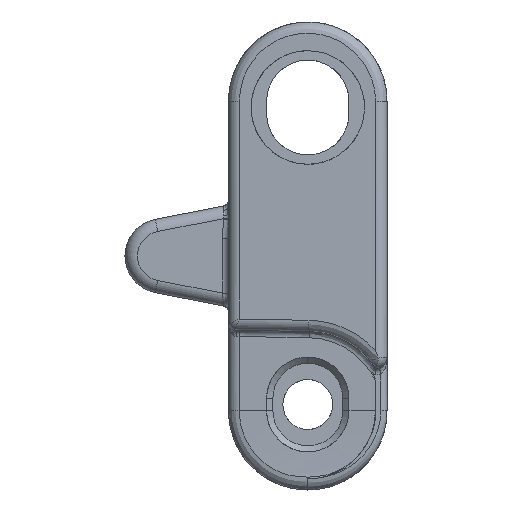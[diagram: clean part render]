
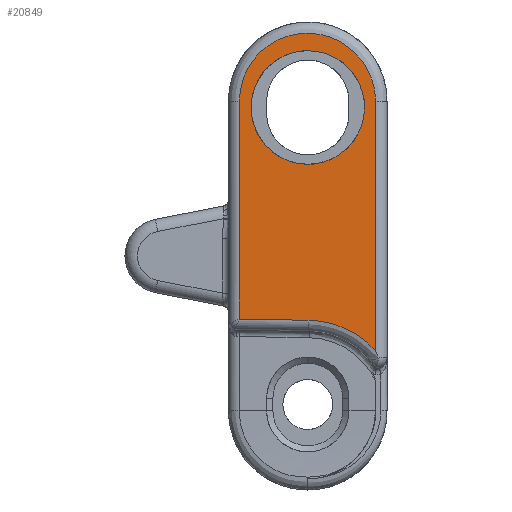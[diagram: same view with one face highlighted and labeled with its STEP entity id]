
A CAD part, left-side view. The second image highlights one B-rep face of the part: STEP entity #20849.
In plain terms, the highlighted planar face has unit normal (-0.999, 0.035, 0).
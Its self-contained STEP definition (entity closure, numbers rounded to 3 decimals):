
#2512 = ORIENTED_EDGE ( 'NONE', *, *, #26549, .F. ) ;
#2567 = EDGE_LOOP ( 'NONE', ( #50615, #2512, #29841, #51668, #38611 ) ) ;
#3070 = CARTESIAN_POINT ( 'NONE',  ( -95.352, -10.385, -6.04 ) ) ;
#3921 = CARTESIAN_POINT ( 'NONE',  ( -95.529, -15.45, 16.45 ) ) ;
#4122 = CARTESIAN_POINT ( 'NONE',  ( -95.02, -0.869, 18.8 ) ) ;
#4377 = CARTESIAN_POINT ( 'NONE',  ( -94.893, 2.75, 16.45 ) ) ;
#4561 = AXIS2_PLACEMENT_3D ( 'NONE', #34574, #76047, #36061 ) ;
#7147 = LINE ( 'NONE', #24500, #28103 ) ;
#8951 = EDGE_LOOP ( 'NONE', ( #32167, #59458 ) ) ;
#9630 = VECTOR ( 'NONE', #14004, 1000. ) ;
#9691 = CARTESIAN_POINT ( 'NONE',  ( -95.211, -6.35, 16.45 ) ) ;
#13338 =( BOUNDED_CURVE ( )  B_SPLINE_CURVE ( 3, ( #26367, #38672, #4377, #27895 ),
 .UNSPECIFIED., .F., .F. ) 
 B_SPLINE_CURVE_WITH_KNOTS ( ( 4, 4 ),
 ( 4.712, 7.854 ),
 .UNSPECIFIED. ) 
 CURVE ( )  GEOMETRIC_REPRESENTATION_ITEM ( )  RATIONAL_B_SPLINE_CURVE ( ( 1., 0.333, 0.333, 1. ) ) 
 REPRESENTATION_ITEM ( '' )  );
#14004 = DIRECTION ( 'NONE',  ( 0., 0., -1. ) ) ;
#14079 = CARTESIAN_POINT ( 'NONE',  ( -95.4, -11.769, 12.4 ) ) ;
#19648 = EDGE_CURVE ( 'NONE', #42253, #48644, #43580, .T. ) ;
#20849 = ADVANCED_FACE ( 'NONE', ( #27287, #56896 ), #50766, .T. ) ;
#20994 = EDGE_CURVE ( 'NONE', #40395, #59099, #49595, .T. ) ;
#22424 = CARTESIAN_POINT ( 'NONE',  ( -95.02, -0.869, -5.054 ) ) ;
#24500 = CARTESIAN_POINT ( 'NONE',  ( -95.429, -12.591, -5.258 ) ) ;
#24876 = EDGE_CURVE ( 'NONE', #59099, #42253, #48680, .T. ) ;
#25173 = CARTESIAN_POINT ( 'NONE',  ( -95.211, -6.35, 7.35 ) ) ;
#25335 = VERTEX_POINT ( 'NONE', #74674 ) ;
#26367 = CARTESIAN_POINT ( 'NONE',  ( -95.211, -6.35, 7.35 ) ) ;
#26549 = EDGE_CURVE ( 'NONE', #48644, #37180, #7147, .T. ) ;
#27287 = FACE_OUTER_BOUND ( 'NONE', #2567, .T. ) ;
#27637 = DIRECTION ( 'NONE',  ( 0., 0., -1. ) ) ;
#27895 = CARTESIAN_POINT ( 'NONE',  ( -95.211, -6.35, 16.45 ) ) ;
#28103 = VECTOR ( 'NONE', #30657, 1000. ) ;
#29841 = ORIENTED_EDGE ( 'NONE', *, *, #19648, .F. ) ;
#30657 = DIRECTION ( 'NONE',  ( 0.035, 0.999, 0.017 ) ) ;
#32167 = ORIENTED_EDGE ( 'NONE', *, *, #45722, .T. ) ;
#33216 = CARTESIAN_POINT ( 'NONE',  ( -95.211, -6.35, 7.35 ) ) ;
#33224 = CARTESIAN_POINT ( 'NONE',  ( -95.02, -0.869, 12.4 ) ) ;
#33422 = LINE ( 'NONE', #4122, #63433 ) ;
#34574 = CARTESIAN_POINT ( 'NONE',  ( -95.433, -12.7, 1. ) ) ;
#36061 = DIRECTION ( 'NONE',  ( -0.035, -0.999, 0. ) ) ;
#37180 = VERTEX_POINT ( 'NONE', #22424 ) ;
#38142 = CARTESIAN_POINT ( 'NONE',  ( -95.4, -11.769, -7.568 ) ) ;
#38611 = ORIENTED_EDGE ( 'NONE', *, *, #20994, .F. ) ;
#38672 = CARTESIAN_POINT ( 'NONE',  ( -94.893, 2.75, 7.35 ) ) ;
#40395 = VERTEX_POINT ( 'NONE', #33224 ) ;
#42253 = VERTEX_POINT ( 'NONE', #61657 ) ;
#43287 = CARTESIAN_POINT ( 'NONE',  ( -95.4, -11.769, 18.8 ) ) ;
#43580 =( BOUNDED_CURVE ( )  B_SPLINE_CURVE ( 3, ( #38142, #3070, #66971, #61596 ),
 .UNSPECIFIED., .F., .F. ) 
 B_SPLINE_CURVE_WITH_KNOTS ( ( 4, 4 ),
 ( 3.877, 4.695 ),
 .UNSPECIFIED. ) 
 CURVE ( )  GEOMETRIC_REPRESENTATION_ITEM ( )  RATIONAL_B_SPLINE_CURVE ( ( 1., 0.945, 0.945, 1. ) ) 
 REPRESENTATION_ITEM ( '' )  );
#43745 = CARTESIAN_POINT ( 'NONE',  ( -95.4, -11.769, 12.4 ) ) ;
#45722 = EDGE_CURVE ( 'NONE', #73408, #25335, #13338, .T. ) ;
#48644 = VERTEX_POINT ( 'NONE', #75434 ) ;
#48680 = LINE ( 'NONE', #43287, #9630 ) ;
#49546 = EDGE_CURVE ( 'NONE', #25335, #73408, #63160, .T. ) ;
#49595 =( BOUNDED_CURVE ( )  B_SPLINE_CURVE ( 3, ( #66438, #60657, #55680, #14079 ),
 .UNSPECIFIED., .F., .F. ) 
 B_SPLINE_CURVE_WITH_KNOTS ( ( 4, 4 ),
 ( 0., 3.142 ),
 .UNSPECIFIED. ) 
 CURVE ( )  GEOMETRIC_REPRESENTATION_ITEM ( )  RATIONAL_B_SPLINE_CURVE ( ( 1., 0.333, 0.333, 1. ) ) 
 REPRESENTATION_ITEM ( '' )  );
#50615 = ORIENTED_EDGE ( 'NONE', *, *, #75576, .T. ) ;
#50766 = PLANE ( 'NONE',  #4561 ) ;
#51668 = ORIENTED_EDGE ( 'NONE', *, *, #24876, .F. ) ;
#55680 = CARTESIAN_POINT ( 'NONE',  ( -95.4, -11.769, 23.3 ) ) ;
#56896 = FACE_BOUND ( 'NONE', #8951, .T. ) ;
#59099 = VERTEX_POINT ( 'NONE', #43745 ) ;
#59458 = ORIENTED_EDGE ( 'NONE', *, *, #49546, .T. ) ;
#60657 = CARTESIAN_POINT ( 'NONE',  ( -95.02, -0.869, 23.3 ) ) ;
#61596 = CARTESIAN_POINT ( 'NONE',  ( -95.215, -6.447, -5.151 ) ) ;
#61657 = CARTESIAN_POINT ( 'NONE',  ( -95.4, -11.769, -7.568 ) ) ;
#63160 =( BOUNDED_CURVE ( )  B_SPLINE_CURVE ( 3, ( #9691, #3921, #68180, #33216 ),
 .UNSPECIFIED., .F., .F. ) 
 B_SPLINE_CURVE_WITH_KNOTS ( ( 4, 4 ),
 ( 1.571, 4.712 ),
 .UNSPECIFIED. ) 
 CURVE ( )  GEOMETRIC_REPRESENTATION_ITEM ( )  RATIONAL_B_SPLINE_CURVE ( ( 1., 0.333, 0.333, 1. ) ) 
 REPRESENTATION_ITEM ( '' )  );
#63433 = VECTOR ( 'NONE', #27637, 1000. ) ;
#66438 = CARTESIAN_POINT ( 'NONE',  ( -95.02, -0.869, 12.4 ) ) ;
#66971 = CARTESIAN_POINT ( 'NONE',  ( -95.287, -8.508, -5.187 ) ) ;
#68180 = CARTESIAN_POINT ( 'NONE',  ( -95.529, -15.45, 7.35 ) ) ;
#73408 = VERTEX_POINT ( 'NONE', #25173 ) ;
#74674 = CARTESIAN_POINT ( 'NONE',  ( -95.211, -6.35, 16.45 ) ) ;
#75434 = CARTESIAN_POINT ( 'NONE',  ( -95.215, -6.447, -5.151 ) ) ;
#75576 = EDGE_CURVE ( 'NONE', #40395, #37180, #33422, .T. ) ;
#76047 = DIRECTION ( 'NONE',  ( -0.999, 0.035, 0. ) ) ;
